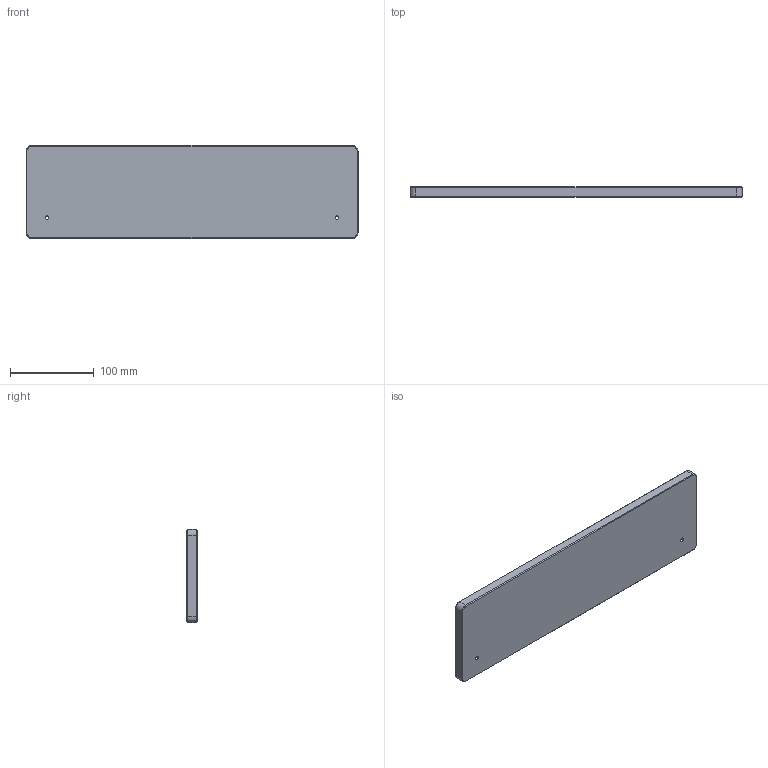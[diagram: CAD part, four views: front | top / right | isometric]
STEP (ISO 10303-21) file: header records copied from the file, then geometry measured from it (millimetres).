
FILE_DESCRIPTION (( 'STEP AP203' ), '1' );
FILE_NAME ('flat case.STEP', '2020-03-03T05:33:11', ( '' ), ( '' ), 'SwSTEP 2.0', 'SolidWorks 2017', '' );
FILE_SCHEMA (( 'CONFIG_CONTROL_DESIGN' ));
Length unit declared in the file: millimetre
Products named in the file (1): flat case
Bounding box: 396 x 12 x 111 mm (x, y, z)
Volume: 143085.7 mm3; surface area: 108566.3 mm2
Topology: 1 solids, 1 shells, 138 faces, 340 edges, 194 vertices
Faces by surface type: cone 56, cylinder 44, plane 38
Entity records: 3973 total; most frequent: DIRECTION 722, CARTESIAN_POINT 653, ORIENTED_EDGE 640, EDGE_CURVE 320, AXIS2_PLACEMENT_3D 263, LINE 196, VECTOR 196, VERTEX_POINT 194
